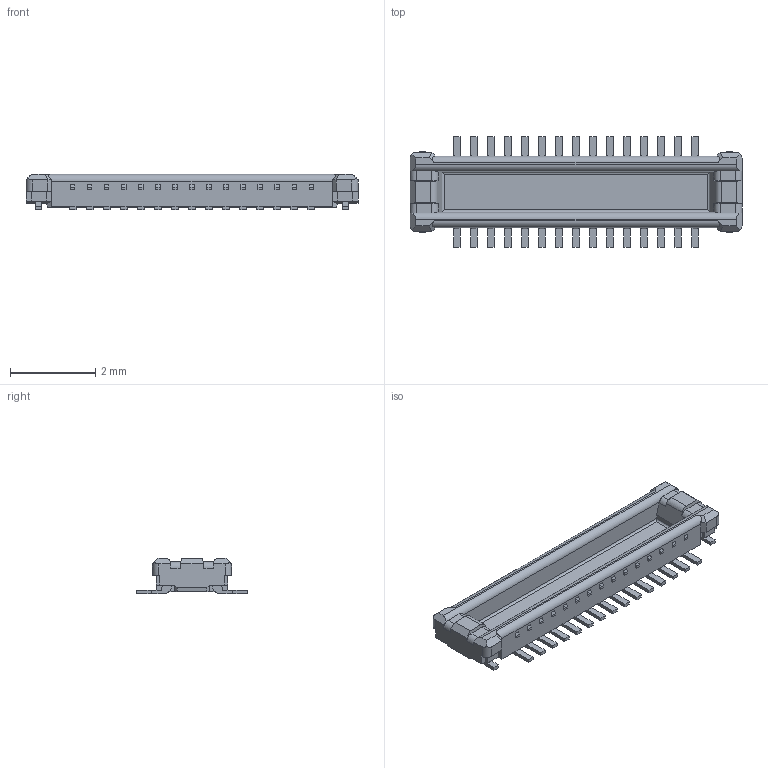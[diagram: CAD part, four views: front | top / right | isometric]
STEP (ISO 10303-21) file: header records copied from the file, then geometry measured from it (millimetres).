
FILE_DESCRIPTION (( 'STEP AP214' ), '1' );
FILE_NAME ('axt630124.stp', '2007-09-19T02:14:26', ( '' ), ( 'PanasonicCorporation' ), '', '', '' );
FILE_SCHEMA (( 'AUTOMOTIVE_DESIGN' ));
Length unit declared in the file: millimetre
Products named in the file (1): axt630124
Bounding box: 7.8 x 2.6 x 0.83 mm (x, y, z)
Volume: 6.2 mm3; surface area: 56.6 mm2
Topology: 1 solids, 1 shells, 538 faces, 1430 edges, 928 vertices
Faces by surface type: plane 482, cylinder 56
Entity records: 16385 total; most frequent: CARTESIAN_POINT 3077, ORIENTED_EDGE 2860, DIRECTION 2536, EDGE_CURVE 1430, LINE 1306, VECTOR 1306, VERTEX_POINT 928, AXIS2_PLACEMENT_3D 615
